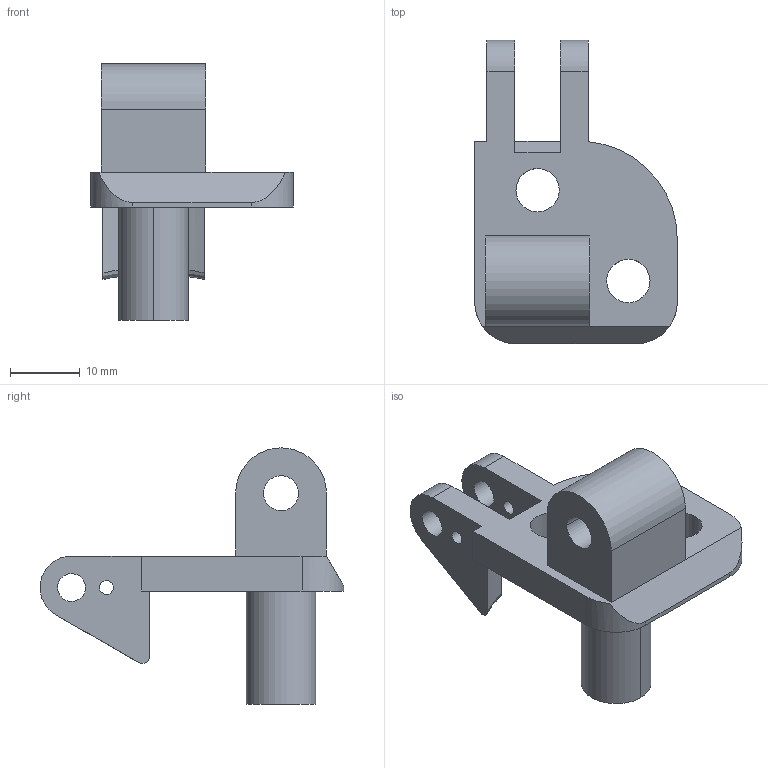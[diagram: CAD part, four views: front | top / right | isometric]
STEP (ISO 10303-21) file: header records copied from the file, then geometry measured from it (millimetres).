
FILE_DESCRIPTION(('CATIA V5 STEP Exchange'),'2;1');
FILE_NAME('Charniere CH AR alu Male - 03 - Centrage D10.stp','2017-05-20T10:14:21+00:00',('none'),('none'),'CATIA Version 5 Release 16 (IN-10)','CATIA V5 STEP AP203','none');
FILE_SCHEMA(('CONFIG_CONTROL_DESIGN'));
Length unit declared in the file: millimetre
Products named in the file (1): Charniere CH AR alu Male - 03 - Centrage D10
Bounding box: 29 x 43.5 x 36.7 mm (x, y, z)
Volume: 8214.4 mm3; surface area: 4800.4 mm2
Topology: 1 solids, 1 shells, 50 faces, 139 edges, 91 vertices
Faces by surface type: cylinder 26, plane 20, cone 2, bspline 2
Entity records: 1740 total; most frequent: CARTESIAN_POINT 482, ORIENTED_EDGE 274, DIRECTION 193, EDGE_CURVE 137, VERTEX_POINT 91, AXIS2_PLACEMENT_3D 84, VECTOR 77, LINE 77
